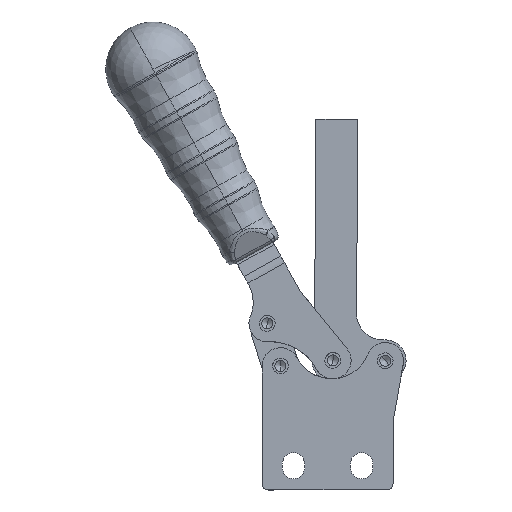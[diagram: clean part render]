
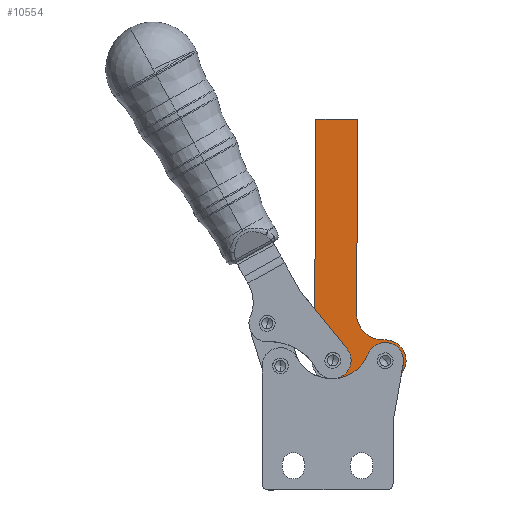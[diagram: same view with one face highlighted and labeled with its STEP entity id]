
A CAD part, top view. The second image highlights one B-rep face of the part: STEP entity #10554.
In plain terms, the highlighted planar face has unit normal (0, 0, 1).
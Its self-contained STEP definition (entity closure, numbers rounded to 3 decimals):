
#455=CARTESIAN_POINT('',(20.237,38.415,-34.473));
#456=VERTEX_POINT('',#455);
#9898=CARTESIAN_POINT('',(25.275,49.813,-34.473));
#9899=VERTEX_POINT('',#9898);
#9900=CARTESIAN_POINT('',(19.839,45.403,-34.473));
#9901=DIRECTION('',(0.,0.,-1.0));
#9902=DIRECTION('',(0.777,0.63,0.));
#9903=AXIS2_PLACEMENT_3D('',#9900,#9901,#9902);
#9904=CIRCLE('',#9903,7.0);
#9905=EDGE_CURVE('',#9899,#456,#9904,.T.);
#10191=CARTESIAN_POINT('',(12.948,65.006,-34.473));
#10192=VERTEX_POINT('',#10191);
#10381=CARTESIAN_POINT('',(12.948,65.006,-34.473));
#10382=DIRECTION('',(0.63,-0.777,0.));
#10383=VECTOR('',#10382,19.564);
#10384=LINE('',#10381,#10383);
#10385=EDGE_CURVE('',#10192,#9899,#10384,.T.);
#10471=CARTESIAN_POINT('',(28.993,72.993,-34.473));
#10472=DIRECTION('',(0.0,0.0,1.0));
#10473=DIRECTION('',(1.,-0.006,0.0));
#10474=AXIS2_PLACEMENT_3D('',#10471,#10472,#10473);
#10475=PLANE('',#10474);
#10476=ORIENTED_EDGE('',*,*,#10385,.T.);
#10477=ORIENTED_EDGE('',*,*,#9905,.T.);
#10478=CARTESIAN_POINT('',(33.33,47.868,-34.473));
#10479=VERTEX_POINT('',#10478);
#10480=CARTESIAN_POINT('',(19.383,53.39,-34.473));
#10481=DIRECTION('',(0.0,0.0,1.));
#10482=DIRECTION('',(-0.888,-0.459,0.0));
#10483=AXIS2_PLACEMENT_3D('',#10480,#10481,#10482);
#10484=CIRCLE('',#10483,15.);
#10485=EDGE_CURVE('',#456,#10479,#10484,.T.);
#10486=ORIENTED_EDGE('',*,*,#10485,.T.);
#10487=CARTESIAN_POINT('',(46.732,44.077,-34.473));
#10488=VERTEX_POINT('',#10487);
#10489=CARTESIAN_POINT('',(39.838,45.291,-34.473));
#10490=DIRECTION('',(0.0,0.0,-1.0));
#10491=DIRECTION('',(-0.985,0.173,0.0));
#10492=AXIS2_PLACEMENT_3D('',#10489,#10490,#10491);
#10493=CIRCLE('',#10492,7.);
#10494=EDGE_CURVE('',#10479,#10488,#10493,.T.);
#10495=ORIENTED_EDGE('',*,*,#10494,.T.);
#10496=CARTESIAN_POINT('',(46.06,40.263,-34.473));
#10497=VERTEX_POINT('',#10496);
#10498=CARTESIAN_POINT('',(46.732,44.077,-34.473));
#10499=DIRECTION('',(-0.173,-0.985,0.));
#10500=VECTOR('',#10499,3.873);
#10501=LINE('',#10498,#10500);
#10502=EDGE_CURVE('',#10488,#10497,#10501,.T.);
#10503=ORIENTED_EDGE('',*,*,#10502,.T.);
#10504=CARTESIAN_POINT('',(39.883,53.291,-34.473));
#10505=VERTEX_POINT('',#10504);
#10506=CARTESIAN_POINT('',(39.838,45.291,-34.473));
#10507=DIRECTION('',(0.,0.,-1.));
#10508=DIRECTION('',(0.006,1.,0.));
#10509=AXIS2_PLACEMENT_3D('',#10506,#10507,#10508);
#10510=CIRCLE('',#10509,8.0);
#10511=EDGE_CURVE('',#10505,#10497,#10510,.T.);
#10512=ORIENTED_EDGE('',*,*,#10511,.F.);
#10513=CARTESIAN_POINT('',(38.883,53.297,-34.473));
#10514=VERTEX_POINT('',#10513);
#10515=CARTESIAN_POINT('',(38.883,53.297,-34.473));
#10516=DIRECTION('',(1.,-0.006,0.0));
#10517=VECTOR('',#10516,1.);
#10518=LINE('',#10515,#10517);
#10519=EDGE_CURVE('',#10514,#10505,#10518,.T.);
#10520=ORIENTED_EDGE('',*,*,#10519,.F.);
#10521=CARTESIAN_POINT('',(28.939,63.353,-34.473));
#10522=VERTEX_POINT('',#10521);
#10523=CARTESIAN_POINT('',(38.939,63.296,-34.473));
#10524=DIRECTION('',(0.,0.,1.));
#10525=DIRECTION('',(-1.,0.006,0.));
#10526=AXIS2_PLACEMENT_3D('',#10523,#10524,#10525);
#10527=CIRCLE('',#10526,10.0);
#10528=EDGE_CURVE('',#10522,#10514,#10527,.T.);
#10529=ORIENTED_EDGE('',*,*,#10528,.F.);
#10530=CARTESIAN_POINT('',(29.354,137.351,-34.473));
#10531=VERTEX_POINT('',#10530);
#10532=CARTESIAN_POINT('',(29.354,137.351,-34.473));
#10533=DIRECTION('',(-0.006,-1.,0.));
#10534=VECTOR('',#10533,74.);
#10535=LINE('',#10532,#10534);
#10536=EDGE_CURVE('',#10531,#10522,#10535,.T.);
#10537=ORIENTED_EDGE('',*,*,#10536,.F.);
#10538=CARTESIAN_POINT('',(13.354,137.441,-34.473));
#10539=VERTEX_POINT('',#10538);
#10540=CARTESIAN_POINT('',(29.354,137.351,-34.473));
#10541=DIRECTION('',(-1.,0.006,0.0));
#10542=VECTOR('',#10541,16.);
#10543=LINE('',#10540,#10542);
#10544=EDGE_CURVE('',#10531,#10539,#10543,.T.);
#10545=ORIENTED_EDGE('',*,*,#10544,.T.);
#10546=CARTESIAN_POINT('',(13.354,137.441,-34.473));
#10547=DIRECTION('',(-0.006,-1.,0.));
#10548=VECTOR('',#10547,72.436);
#10549=LINE('',#10546,#10548);
#10550=EDGE_CURVE('',#10539,#10192,#10549,.T.);
#10551=ORIENTED_EDGE('',*,*,#10550,.T.);
#10552=EDGE_LOOP('',(#10476,#10477,#10486,#10495,#10503,#10512,#10520,#10529,#10537,#10545,#10551));
#10553=FACE_OUTER_BOUND('',#10552,.T.);
#10554=ADVANCED_FACE('',(#10553),#10475,.T.);
